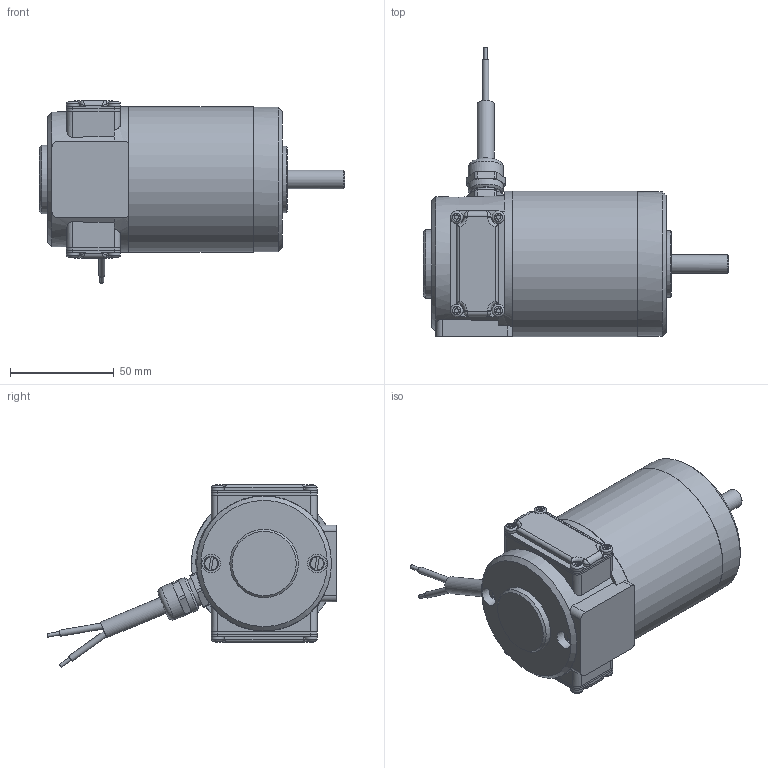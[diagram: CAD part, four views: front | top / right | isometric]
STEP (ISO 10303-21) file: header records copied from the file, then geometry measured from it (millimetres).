
FILE_DESCRIPTION (( 'STEP AP203' ), '1' );
FILE_NAME ('GNM4125A.STEP', '2019-11-20T11:38:42', ( '' ), ( '' ), 'SwSTEP 2.0', 'SolidWorks 2019', '' );
FILE_SCHEMA (( 'CONFIG_CONTROL_DESIGN' ));
Length unit declared in the file: millimetre
Products named in the file (1): GNM4125A
Bounding box: 147 x 139.54 x 88.05 mm (x, y, z)
Volume: 455595.5 mm3; surface area: 39711.4 mm2
Topology: 1 solids, 1 shells, 459 faces, 1156 edges, 718 vertices
Faces by surface type: plane 258, cylinder 160, torus 21, cone 11, bspline 8, sphere 1
Full cylindrical faces by diameter (mm): 1.8 x2, 3 x2, 3.3 x4, 6 x8, 7 x2, 8.1 x1, 9 x4, 10 x1, 14 x1, 17 x2, 32 x1, 33 x1, 69.6 x1, 69.994 x1, 70 x1
Entity records: 13950 total; most frequent: CARTESIAN_POINT 3185, DIRECTION 2254, ORIENTED_EDGE 2156, EDGE_CURVE 1078, AXIS2_PLACEMENT_3D 805, VERTEX_POINT 698, LINE 644, VECTOR 644
